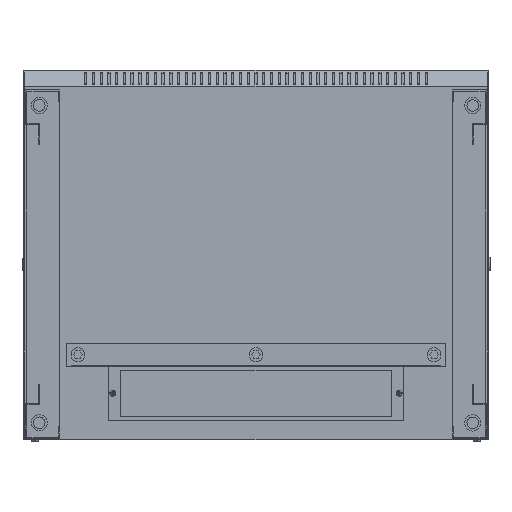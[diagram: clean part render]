
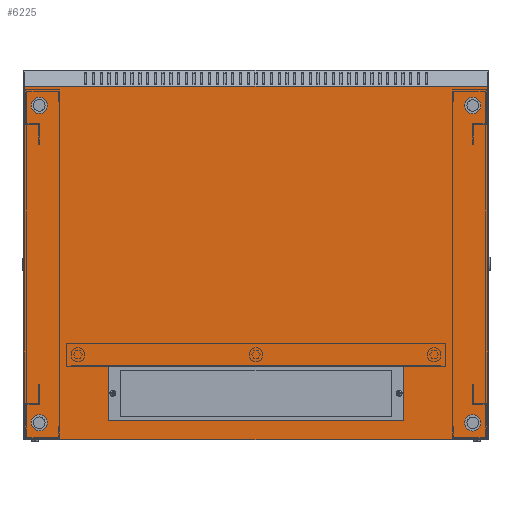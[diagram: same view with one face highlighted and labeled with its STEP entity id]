
A CAD part, front view. The second image highlights one B-rep face of the part: STEP entity #6225.
In plain terms, the highlighted planar face has unit normal (0, -1, 0).
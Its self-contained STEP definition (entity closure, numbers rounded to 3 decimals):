
#351 = EDGE_CURVE ( 'NONE', #30991, #186677, #54945, .T. ) ;
#573 = CARTESIAN_POINT ( 'NONE',  ( 280., 0., 428.65 ) ) ;
#811 = CARTESIAN_POINT ( 'NONE',  ( 300., 0., 456.5 ) ) ;
#1067 = CARTESIAN_POINT ( 'NONE',  ( 190., 0., 95. ) ) ;
#4082 = CARTESIAN_POINT ( 'NONE',  ( -280., 0., 431.9 ) ) ;
#5042 = CARTESIAN_POINT ( 'NONE',  ( 190., 0., 25. ) ) ;
#6225 = ADVANCED_FACE ( 'NONE', ( #98407, #137165, #59089, #107651, #19729, #171267 ), #154989, .F. ) ;
#7006 = VECTOR ( 'NONE', #102042, 1000. ) ;
#9702 = VERTEX_POINT ( 'NONE', #173943 ) ;
#9861 = CARTESIAN_POINT ( 'NONE',  ( -280., 0., 431.9 ) ) ;
#10923 = VECTOR ( 'NONE', #60347, 1000. ) ;
#11640 = LINE ( 'NONE', #189163, #7006 ) ;
#12567 = DIRECTION ( 'NONE',  ( 0., 0., -1. ) ) ;
#17087 = VECTOR ( 'NONE', #165868, 1000. ) ;
#17296 = VERTEX_POINT ( 'NONE', #51558 ) ;
#18985 = DIRECTION ( 'NONE',  ( 0., 0., 1. ) ) ;
#19531 = VERTEX_POINT ( 'NONE', #184151 ) ;
#19729 = FACE_OUTER_BOUND ( 'NONE', #126717, .T. ) ;
#20676 = DIRECTION ( 'NONE',  ( 0., 1., 0. ) ) ;
#23033 = DIRECTION ( 'NONE',  ( 0., 0., -1. ) ) ;
#24750 = DIRECTION ( 'NONE',  ( 0., 0., 1. ) ) ;
#26070 = VECTOR ( 'NONE', #23033, 1000. ) ;
#29373 = VERTEX_POINT ( 'NONE', #151673 ) ;
#29519 = CIRCLE ( 'NONE', #67581, 3.25 ) ;
#30443 = LINE ( 'NONE', #118156, #147764 ) ;
#30898 = CARTESIAN_POINT ( 'NONE',  ( 280., 0., 21.9 ) ) ;
#30991 = VERTEX_POINT ( 'NONE', #166965 ) ;
#32774 = VERTEX_POINT ( 'NONE', #89057 ) ;
#36041 = CIRCLE ( 'NONE', #42051, 3.25 ) ;
#36524 = VERTEX_POINT ( 'NONE', #1067 ) ;
#40147 = CARTESIAN_POINT ( 'NONE',  ( 280., 0., 431.9 ) ) ;
#40249 = VERTEX_POINT ( 'NONE', #74922 ) ;
#41674 = CIRCLE ( 'NONE', #121600, 3.25 ) ;
#42051 = AXIS2_PLACEMENT_3D ( 'NONE', #40147, #142880, #54950 ) ;
#44343 = VECTOR ( 'NONE', #59702, 1000. ) ;
#45821 = DIRECTION ( 'NONE',  ( 0., 0., 1. ) ) ;
#46448 = CARTESIAN_POINT ( 'NONE',  ( -280., 0., 18.65 ) ) ;
#51558 = CARTESIAN_POINT ( 'NONE',  ( 280., 0., 18.65 ) ) ;
#51582 = CARTESIAN_POINT ( 'NONE',  ( 280., 0., 435.15 ) ) ;
#53524 = LINE ( 'NONE', #811, #44343 ) ;
#54600 = ORIENTED_EDGE ( 'NONE', *, *, #177566, .T. ) ;
#54945 = LINE ( 'NONE', #59899, #10923 ) ;
#54950 = DIRECTION ( 'NONE',  ( 0., 0., 1. ) ) ;
#55483 = EDGE_LOOP ( 'NONE', ( #87447, #133265 ) ) ;
#56413 = DIRECTION ( 'NONE',  ( 0., 1., 0. ) ) ;
#58384 = VERTEX_POINT ( 'NONE', #163226 ) ;
#59089 = FACE_BOUND ( 'NONE', #124714, .T. ) ;
#59702 = DIRECTION ( 'NONE',  ( -1., 0., 0. ) ) ;
#59772 = EDGE_LOOP ( 'NONE', ( #75614, #164850 ) ) ;
#59899 = CARTESIAN_POINT ( 'NONE',  ( -190., 0., 25. ) ) ;
#59947 = CIRCLE ( 'NONE', #137480, 3.25 ) ;
#60074 = CIRCLE ( 'NONE', #148142, 3.25 ) ;
#60347 = DIRECTION ( 'NONE',  ( 1., 0., 0. ) ) ;
#67036 = CARTESIAN_POINT ( 'NONE',  ( -280., 0., 21.9 ) ) ;
#67581 = AXIS2_PLACEMENT_3D ( 'NONE', #30898, #133785, #45821 ) ;
#74922 = CARTESIAN_POINT ( 'NONE',  ( -280., 0., 428.65 ) ) ;
#75614 = ORIENTED_EDGE ( 'NONE', *, *, #180337, .T. ) ;
#76328 = DIRECTION ( 'NONE',  ( 0., 1., 0. ) ) ;
#79735 = AXIS2_PLACEMENT_3D ( 'NONE', #9861, #113178, #24750 ) ;
#80825 = ORIENTED_EDGE ( 'NONE', *, *, #184539, .F. ) ;
#81004 = ORIENTED_EDGE ( 'NONE', *, *, #187668, .F. ) ;
#81841 = EDGE_CURVE ( 'NONE', #165138, #32774, #53524, .T. ) ;
#81925 = DIRECTION ( 'NONE',  ( 0., 0., 1. ) ) ;
#86541 = CIRCLE ( 'NONE', #178301, 3.25 ) ;
#87022 = VERTEX_POINT ( 'NONE', #110402 ) ;
#87447 = ORIENTED_EDGE ( 'NONE', *, *, #181451, .T. ) ;
#88157 = EDGE_LOOP ( 'NONE', ( #101714, #81004, #151946, #165566 ) ) ;
#88703 = DIRECTION ( 'NONE',  ( -1., 0., 0. ) ) ;
#89057 = CARTESIAN_POINT ( 'NONE',  ( -300., 0., 456.5 ) ) ;
#89938 = CIRCLE ( 'NONE', #129541, 3.25 ) ;
#90044 = LINE ( 'NONE', #130500, #167569 ) ;
#95788 = LINE ( 'NONE', #151330, #17087 ) ;
#96412 = VERTEX_POINT ( 'NONE', #124273 ) ;
#98407 = FACE_BOUND ( 'NONE', #167563, .T. ) ;
#101106 = DIRECTION ( 'NONE',  ( -1., 0., 0. ) ) ;
#101714 = ORIENTED_EDGE ( 'NONE', *, *, #185132, .F. ) ;
#102042 = DIRECTION ( 'NONE',  ( 0., 0., -1. ) ) ;
#105569 = ORIENTED_EDGE ( 'NONE', *, *, #129828, .T. ) ;
#107558 = DIRECTION ( 'NONE',  ( 0., 1., 0. ) ) ;
#107651 = FACE_BOUND ( 'NONE', #55483, .T. ) ;
#109170 = CARTESIAN_POINT ( 'NONE',  ( -280., 0., 21.9 ) ) ;
#110402 = CARTESIAN_POINT ( 'NONE',  ( -190., 0., 95. ) ) ;
#111483 = CARTESIAN_POINT ( 'NONE',  ( -300., 0., 456.5 ) ) ;
#111948 = VECTOR ( 'NONE', #101106, 1000. ) ;
#113178 = DIRECTION ( 'NONE',  ( 0., 1., 0. ) ) ;
#118156 = CARTESIAN_POINT ( 'NONE',  ( 300., 0., 0. ) ) ;
#121600 = AXIS2_PLACEMENT_3D ( 'NONE', #4082, #107558, #18985 ) ;
#123825 = DIRECTION ( 'NONE',  ( 0., 0., 1. ) ) ;
#124273 = CARTESIAN_POINT ( 'NONE',  ( 300., 0., 0. ) ) ;
#124714 = EDGE_LOOP ( 'NONE', ( #183056, #155917 ) ) ;
#125167 = VERTEX_POINT ( 'NONE', #573 ) ;
#126717 = EDGE_LOOP ( 'NONE', ( #147034, #149414, #80825, #167572 ) ) ;
#129541 = AXIS2_PLACEMENT_3D ( 'NONE', #109170, #20676, #123825 ) ;
#129828 = EDGE_CURVE ( 'NONE', #184677, #9702, #89938, .T. ) ;
#130500 = CARTESIAN_POINT ( 'NONE',  ( -190., 0., 95. ) ) ;
#133265 = ORIENTED_EDGE ( 'NONE', *, *, #150438, .T. ) ;
#133785 = DIRECTION ( 'NONE',  ( 0., 1., 0. ) ) ;
#134270 = LINE ( 'NONE', #111483, #26070 ) ;
#135590 = EDGE_CURVE ( 'NONE', #40249, #58384, #187933, .T. ) ;
#137165 = FACE_BOUND ( 'NONE', #59772, .T. ) ;
#137480 = AXIS2_PLACEMENT_3D ( 'NONE', #144323, #56413, #158893 ) ;
#141738 = EDGE_CURVE ( 'NONE', #125167, #152391, #36041, .T. ) ;
#142880 = DIRECTION ( 'NONE',  ( 0., 1., 0. ) ) ;
#144323 = CARTESIAN_POINT ( 'NONE',  ( 280., 0., 431.9 ) ) ;
#146127 = LINE ( 'NONE', #188232, #111948 ) ;
#147034 = ORIENTED_EDGE ( 'NONE', *, *, #175986, .T. ) ;
#147764 = VECTOR ( 'NONE', #88703, 1000. ) ;
#148142 = AXIS2_PLACEMENT_3D ( 'NONE', #67036, #169277, #81925 ) ;
#149414 = ORIENTED_EDGE ( 'NONE', *, *, #183959, .F. ) ;
#150438 = EDGE_CURVE ( 'NONE', #17296, #29373, #86541, .T. ) ;
#151330 = CARTESIAN_POINT ( 'NONE',  ( 190., 0., 95. ) ) ;
#151673 = CARTESIAN_POINT ( 'NONE',  ( 280., 0., 25.15 ) ) ;
#151946 = ORIENTED_EDGE ( 'NONE', *, *, #187960, .F. ) ;
#152391 = VERTEX_POINT ( 'NONE', #51582 ) ;
#153376 = DIRECTION ( 'NONE',  ( 0., 0., 1. ) ) ;
#153533 = DIRECTION ( 'NONE',  ( 0., 1., 0. ) ) ;
#153757 = CARTESIAN_POINT ( 'NONE',  ( 300., 0., 456.5 ) ) ;
#154989 = PLANE ( 'NONE',  #162858 ) ;
#155917 = ORIENTED_EDGE ( 'NONE', *, *, #141738, .T. ) ;
#158893 = DIRECTION ( 'NONE',  ( 0., 0., 1. ) ) ;
#162858 = AXIS2_PLACEMENT_3D ( 'NONE', #153757, #153533, #153376 ) ;
#163226 = CARTESIAN_POINT ( 'NONE',  ( -280., 0., 435.15 ) ) ;
#163779 = CARTESIAN_POINT ( 'NONE',  ( 280., 0., 21.9 ) ) ;
#164850 = ORIENTED_EDGE ( 'NONE', *, *, #135590, .T. ) ;
#165138 = VERTEX_POINT ( 'NONE', #172422 ) ;
#165566 = ORIENTED_EDGE ( 'NONE', *, *, #351, .F. ) ;
#165868 = DIRECTION ( 'NONE',  ( 0., 0., 1. ) ) ;
#166965 = CARTESIAN_POINT ( 'NONE',  ( -190., 0., 25. ) ) ;
#167563 = EDGE_LOOP ( 'NONE', ( #54600, #105569 ) ) ;
#167569 = VECTOR ( 'NONE', #12567, 1000. ) ;
#167572 = ORIENTED_EDGE ( 'NONE', *, *, #81841, .T. ) ;
#169277 = DIRECTION ( 'NONE',  ( 0., 1., 0. ) ) ;
#171267 = FACE_BOUND ( 'NONE', #88157, .T. ) ;
#172422 = CARTESIAN_POINT ( 'NONE',  ( 300., 0., 456.5 ) ) ;
#173943 = CARTESIAN_POINT ( 'NONE',  ( -280., 0., 25.15 ) ) ;
#175986 = EDGE_CURVE ( 'NONE', #32774, #19531, #134270, .T. ) ;
#177566 = EDGE_CURVE ( 'NONE', #9702, #184677, #60074, .T. ) ;
#178301 = AXIS2_PLACEMENT_3D ( 'NONE', #163779, #76328, #178398 ) ;
#178398 = DIRECTION ( 'NONE',  ( 0., 0., 1. ) ) ;
#180337 = EDGE_CURVE ( 'NONE', #58384, #40249, #41674, .T. ) ;
#180683 = EDGE_CURVE ( 'NONE', #152391, #125167, #59947, .T. ) ;
#181451 = EDGE_CURVE ( 'NONE', #29373, #17296, #29519, .T. ) ;
#183056 = ORIENTED_EDGE ( 'NONE', *, *, #180683, .T. ) ;
#183959 = EDGE_CURVE ( 'NONE', #96412, #19531, #30443, .T. ) ;
#184151 = CARTESIAN_POINT ( 'NONE',  ( -300., 0., 0. ) ) ;
#184539 = EDGE_CURVE ( 'NONE', #165138, #96412, #11640, .T. ) ;
#184677 = VERTEX_POINT ( 'NONE', #46448 ) ;
#185132 = EDGE_CURVE ( 'NONE', #87022, #30991, #90044, .T. ) ;
#186677 = VERTEX_POINT ( 'NONE', #5042 ) ;
#187668 = EDGE_CURVE ( 'NONE', #36524, #87022, #146127, .T. ) ;
#187933 = CIRCLE ( 'NONE', #79735, 3.25 ) ;
#187960 = EDGE_CURVE ( 'NONE', #186677, #36524, #95788, .T. ) ;
#188232 = CARTESIAN_POINT ( 'NONE',  ( -190., 0., 95. ) ) ;
#189163 = CARTESIAN_POINT ( 'NONE',  ( 300., 0., 456.5 ) ) ;
